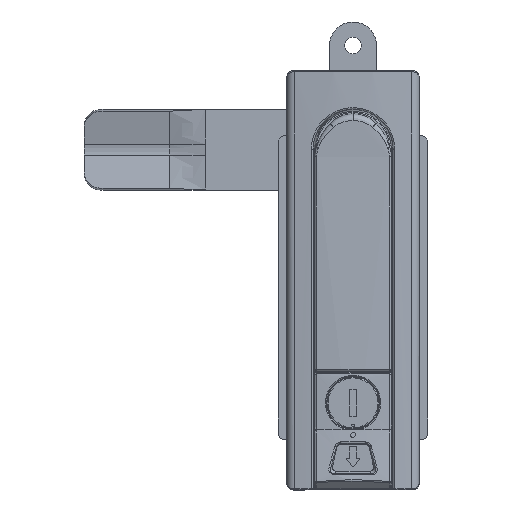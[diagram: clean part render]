
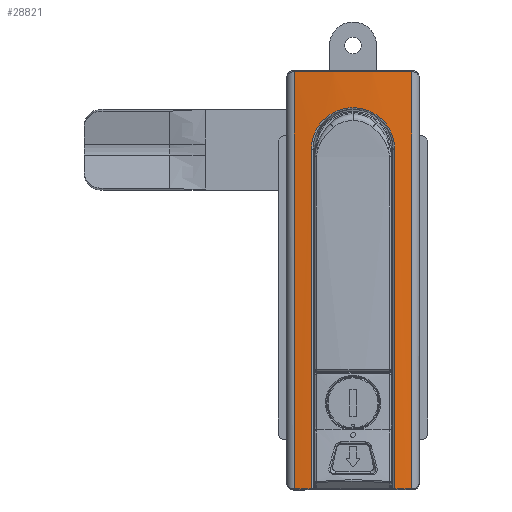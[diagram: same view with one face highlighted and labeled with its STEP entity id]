
A CAD part, top view. The second image highlights one B-rep face of the part: STEP entity #28821.
In plain terms, the highlighted cylindrical face has radius 135 mm (diameter 270 mm), a partial arc.
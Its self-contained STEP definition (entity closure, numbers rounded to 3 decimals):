
#459=CYLINDRICAL_SURFACE('',#30772,135.);
#1547=CIRCLE('',#30513,135.);
#1558=CIRCLE('',#30527,135.);
#1567=CIRCLE('',#30539,135.);
#2433=LINE('',#41385,#4205);
#2435=LINE('',#41388,#4207);
#2447=LINE('',#41422,#4219);
#2557=LINE('',#42627,#4329);
#4205=VECTOR('',#33082,124.);
#4207=VECTOR('',#33086,124.);
#4219=VECTOR('',#33124,100.95);
#4329=VECTOR('',#33606,100.95);
#6494=FACE_OUTER_BOUND('',#8267,.T.);
#8267=EDGE_LOOP('',(#20174,#20175,#20176,#20177,#20178,#20179,#20180,#20181,
#20182));
#9952=B_SPLINE_CURVE_WITH_KNOTS('',3,(#42557,#42558,#42559,#42560,#42561,
#42562,#42563,#42564,#42565,#42566,#42567,#42568,#42569),.UNSPECIFIED.,
 .F.,.F.,(4,3,3,3,4),(0.,0.25,0.375,0.469,0.5),.UNSPECIFIED.);
#9953=B_SPLINE_CURVE_WITH_KNOTS('',3,(#42572,#42573,#42574,#42575,#42576,
#42577,#42578,#42579,#42580,#42581,#42582),.UNSPECIFIED.,.F.,.F.,(4,2,1,
2,2,4),(0.5,0.531,0.563,0.625,0.75,1.),.UNSPECIFIED.);
#11805=VERTEX_POINT('',#40717);
#11807=VERTEX_POINT('',#40723);
#11813=VERTEX_POINT('',#40900);
#11815=VERTEX_POINT('',#40906);
#11824=VERTEX_POINT('',#41222);
#11826=VERTEX_POINT('',#41228);
#11838=VERTEX_POINT('',#41421);
#11980=VERTEX_POINT('',#42556);
#11981=VERTEX_POINT('',#42570);
#14820=EDGE_CURVE('',#11805,#11807,#1547,.T.);
#14835=EDGE_CURVE('',#11815,#11813,#1558,.T.);
#14848=EDGE_CURVE('',#11824,#11826,#1567,.T.);
#14855=EDGE_CURVE('',#11826,#11815,#2433,.T.);
#14857=EDGE_CURVE('',#11807,#11824,#2435,.T.);
#14875=EDGE_CURVE('',#11813,#11838,#2447,.T.);
#15084=EDGE_CURVE('',#11838,#11980,#9952,.T.);
#15086=EDGE_CURVE('',#11980,#11981,#9953,.T.);
#15109=EDGE_CURVE('',#11981,#11805,#2557,.T.);
#20174=ORIENTED_EDGE('',*,*,#15109,.T.);
#20175=ORIENTED_EDGE('',*,*,#14820,.T.);
#20176=ORIENTED_EDGE('',*,*,#14857,.T.);
#20177=ORIENTED_EDGE('',*,*,#14848,.T.);
#20178=ORIENTED_EDGE('',*,*,#14855,.T.);
#20179=ORIENTED_EDGE('',*,*,#14835,.T.);
#20180=ORIENTED_EDGE('',*,*,#14875,.T.);
#20181=ORIENTED_EDGE('',*,*,#15084,.T.);
#20182=ORIENTED_EDGE('',*,*,#15086,.T.);
#28821=ADVANCED_FACE('',(#6494),#459,.T.);
#30513=AXIS2_PLACEMENT_3D('',#40725,#33014,#33015);
#30527=AXIS2_PLACEMENT_3D('',#40910,#33044,#33045);
#30539=AXIS2_PLACEMENT_3D('',#41230,#33068,#33069);
#30772=AXIS2_PLACEMENT_3D('',#42939,#33669,#33670);
#33014=DIRECTION('center_axis',(-1.,0.,0.));
#33015=DIRECTION('ref_axis',(0.,0.,-1.));
#33044=DIRECTION('center_axis',(-1.,0.,0.));
#33045=DIRECTION('ref_axis',(0.,0.,-1.));
#33068=DIRECTION('center_axis',(1.,0.,0.));
#33069=DIRECTION('ref_axis',(0.,0.,-1.));
#33082=DIRECTION('',(1.,0.,0.));
#33086=DIRECTION('',(-1.,0.,0.));
#33124=DIRECTION('',(-1.,0.,0.));
#33606=DIRECTION('',(1.,0.,0.));
#33669=DIRECTION('center_axis',(-1.,0.,0.));
#33670=DIRECTION('ref_axis',(0.,0.,-1.));
#40717=CARTESIAN_POINT('',(100.95,-12.415,-36.828));
#40723=CARTESIAN_POINT('',(100.95,-17.525,-36.258));
#40725=CARTESIAN_POINT('Origin',(100.95,0.,97.6));
#40900=CARTESIAN_POINT('',(100.95,12.415,-36.828));
#40906=CARTESIAN_POINT('',(100.95,17.525,-36.258));
#40910=CARTESIAN_POINT('Origin',(100.95,0.,97.6));
#41222=CARTESIAN_POINT('',(-23.05,-17.525,-36.258));
#41228=CARTESIAN_POINT('',(-23.05,17.525,-36.258));
#41230=CARTESIAN_POINT('Origin',(-23.05,0.,97.6));
#41385=CARTESIAN_POINT('',(142.95,17.525,-36.258));
#41388=CARTESIAN_POINT('',(142.95,-17.525,-36.258));
#41421=CARTESIAN_POINT('',(0.,12.415,-36.828));
#41422=CARTESIAN_POINT('',(142.95,12.415,-36.828));
#42556=CARTESIAN_POINT('',(-12.382,0.009,-37.4));
#42557=CARTESIAN_POINT('Ctrl Pts',(0.,12.415,
-36.828));
#42558=CARTESIAN_POINT('Ctrl Pts',(-3.264,12.415,-36.828));
#42559=CARTESIAN_POINT('Ctrl Pts',(-6.48,11.062,-36.966));
#42560=CARTESIAN_POINT('Ctrl Pts',(-8.761,8.773,-37.115));
#42561=CARTESIAN_POINT('Ctrl Pts',(-9.901,7.628,-37.189));
#42562=CARTESIAN_POINT('Ctrl Pts',(-10.79,6.285,-37.262));
#42563=CARTESIAN_POINT('Ctrl Pts',(-11.426,4.745,-37.317));
#42564=CARTESIAN_POINT('Ctrl Pts',(-11.903,3.591,-37.357));
#42565=CARTESIAN_POINT('Ctrl Pts',(-12.201,2.414,-37.384));
#42566=CARTESIAN_POINT('Ctrl Pts',(-12.321,1.215,-37.395));
#42567=CARTESIAN_POINT('Ctrl Pts',(-12.361,0.816,
-37.398));
#42568=CARTESIAN_POINT('Ctrl Pts',(-12.381,0.374,
-37.4));
#42569=CARTESIAN_POINT('Ctrl Pts',(-12.382,0.009,
-37.4));
#42570=CARTESIAN_POINT('',(0.,-12.415,-36.828));
#42572=CARTESIAN_POINT('Ctrl Pts',(-12.382,0.009,
-37.4));
#42573=CARTESIAN_POINT('Ctrl Pts',(-12.382,-0.356,
-37.4));
#42574=CARTESIAN_POINT('Ctrl Pts',(-12.362,-0.799,
-37.398));
#42575=CARTESIAN_POINT('Ctrl Pts',(-12.284,-1.599,
-37.391));
#42576=CARTESIAN_POINT('Ctrl Pts',(-12.108,-2.791,
-37.375));
#42577=CARTESIAN_POINT('Ctrl Pts',(-11.755,-3.956,-37.344));
#42578=CARTESIAN_POINT('Ctrl Pts',(-10.812,-6.253,
-37.264));
#42579=CARTESIAN_POINT('Ctrl Pts',(-9.918,-7.61,
-37.19));
#42580=CARTESIAN_POINT('Ctrl Pts',(-6.466,-11.08,
-36.964));
#42581=CARTESIAN_POINT('Ctrl Pts',(-3.274,-12.415,
-36.828));
#42582=CARTESIAN_POINT('Ctrl Pts',(0.,-12.415,
-36.828));
#42627=CARTESIAN_POINT('',(142.95,-12.415,-36.828));
#42939=CARTESIAN_POINT('Origin',(142.95,0.,97.6));
